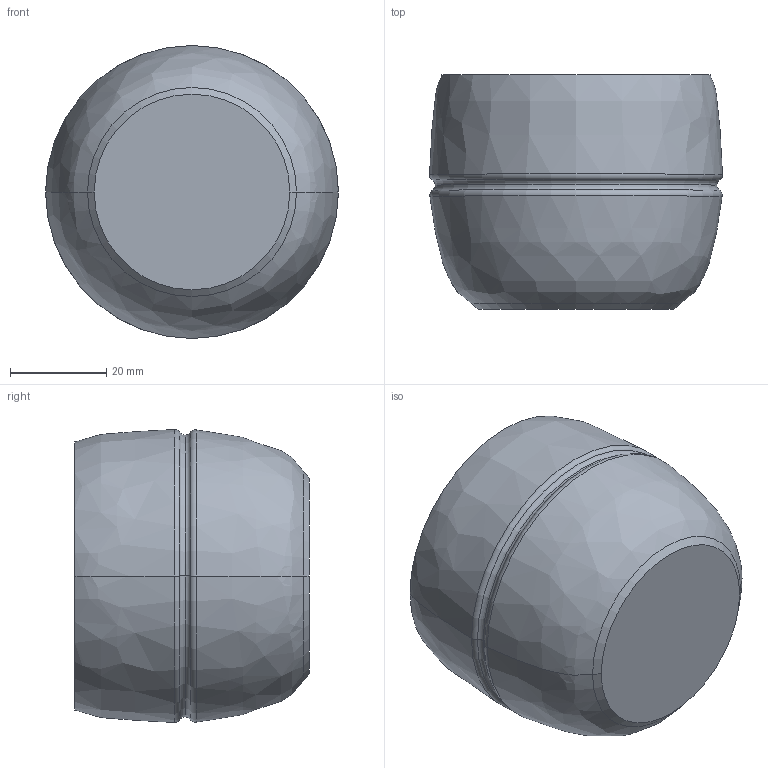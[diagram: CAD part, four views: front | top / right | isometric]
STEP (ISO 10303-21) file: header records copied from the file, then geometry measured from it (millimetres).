
FILE_DESCRIPTION (( 'STEP AP214' ), '1' );
FILE_NAME ('hitachiheadBig.STEP', '2018-03-03T21:52:27', ( '' ), ( '' ), 'SwSTEP 2.0', 'SolidWorks 2017', '' );
FILE_SCHEMA (( 'AUTOMOTIVE_DESIGN' ));
Length unit declared in the file: inch
Products named in the file (1): hitachiheadBig
Bounding box: 60.79 x 48.61 x 60.79 mm (x, y, z)
Volume: 72445.7 mm3; surface area: 18740.3 mm2
Topology: 1 solids, 1 shells, 36 faces, 74 edges, 42 vertices
Faces by surface type: torus 10, plane 10, cone 7, cylinder 5, bspline 4
Entity records: 1055 total; most frequent: CARTESIAN_POINT 251, DIRECTION 177, ORIENTED_EDGE 148, AXIS2_PLACEMENT_3D 76, EDGE_CURVE 74, CIRCLE 43, VERTEX_POINT 42, EDGE_LOOP 38
